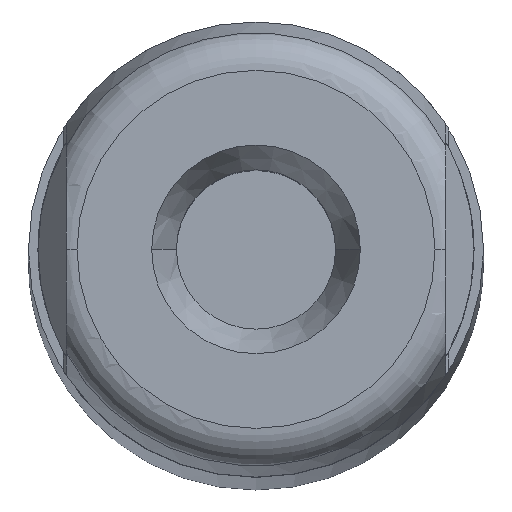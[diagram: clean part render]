
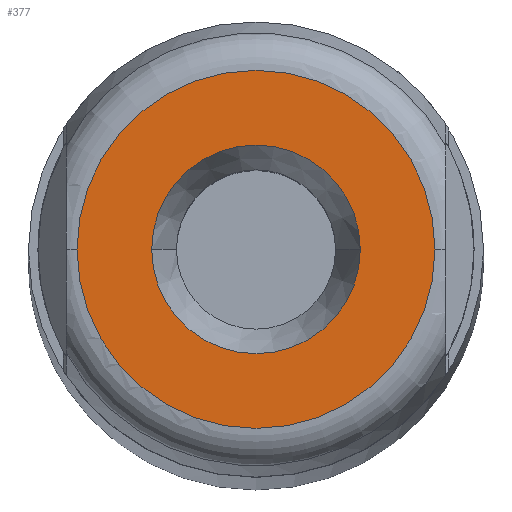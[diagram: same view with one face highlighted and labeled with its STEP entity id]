
A CAD part, top view. The second image highlights one B-rep face of the part: STEP entity #377.
In plain terms, the highlighted planar face has unit normal (0, 0, 1).
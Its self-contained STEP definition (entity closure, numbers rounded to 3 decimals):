
#137 = EDGE_CURVE ( 'NONE', #139, #153, #647, .T. ) ;
#139 = VERTEX_POINT ( 'NONE', #557 ) ;
#153 = VERTEX_POINT ( 'NONE', #917 ) ;
#324 = EDGE_CURVE ( 'NONE', #367, #325, #952, .T. ) ;
#325 = VERTEX_POINT ( 'NONE', #948 ) ;
#353 = ORIENTED_EDGE ( 'NONE', *, *, #324, .F. ) ;
#354 = EDGE_LOOP ( 'NONE', ( #373, #374 ) ) ;
#355 = ORIENTED_EDGE ( 'NONE', *, *, #356, .F. ) ;
#356 = EDGE_CURVE ( 'NONE', #325, #367, #1089, .T. ) ;
#367 = VERTEX_POINT ( 'NONE', #1142 ) ;
#373 = ORIENTED_EDGE ( 'NONE', *, *, #137, .T. ) ;
#374 = ORIENTED_EDGE ( 'NONE', *, *, #375, .T. ) ;
#375 = EDGE_CURVE ( 'NONE', #153, #139, #1152, .T. ) ;
#377 = ADVANCED_FACE ( 'NONE', ( #1151, #1154 ), #1148, .F. ) ;
#378 = EDGE_LOOP ( 'NONE', ( #355, #353 ) ) ;
#557 = CARTESIAN_POINT ( 'NONE',  ( 4.72, 0., 0. ) ) ;
#563 = DIRECTION ( 'NONE',  ( 1., 0., 0. ) ) ;
#564 = DIRECTION ( 'NONE',  ( 0., 0., 1. ) ) ;
#565 = AXIS2_PLACEMENT_3D ( 'NONE', #646, #564, #563 ) ;
#646 = CARTESIAN_POINT ( 'NONE',  ( 0., 0., 0. ) ) ;
#647 = CIRCLE ( 'NONE', #565, 4.72 ) ;
#917 = CARTESIAN_POINT ( 'NONE',  ( -4.72, 0., 0. ) ) ;
#948 = CARTESIAN_POINT ( 'NONE',  ( 2.75, 0., 0. ) ) ;
#949 = DIRECTION ( 'NONE',  ( 1., 0., 0. ) ) ;
#950 = DIRECTION ( 'NONE',  ( 0., 0., 1. ) ) ;
#951 = AXIS2_PLACEMENT_3D ( 'NONE', #957, #950, #949 ) ;
#952 = CIRCLE ( 'NONE', #951, 2.75 ) ;
#957 = CARTESIAN_POINT ( 'NONE',  ( 0., 0., 0. ) ) ;
#983 = DIRECTION ( 'NONE',  ( -1., 0., 0. ) ) ;
#987 = DIRECTION ( 'NONE',  ( 0., 0., -1. ) ) ;
#1085 = DIRECTION ( 'NONE',  ( 1., 0., 0. ) ) ;
#1086 = DIRECTION ( 'NONE',  ( 0., 0., 1. ) ) ;
#1087 = CARTESIAN_POINT ( 'NONE',  ( 0., 0., 0. ) ) ;
#1088 = AXIS2_PLACEMENT_3D ( 'NONE', #1087, #1086, #1085 ) ;
#1089 = CIRCLE ( 'NONE', #1088, 2.75 ) ;
#1142 = CARTESIAN_POINT ( 'NONE',  ( -2.75, 0., 0. ) ) ;
#1146 = CARTESIAN_POINT ( 'NONE',  ( 0., 0., 0. ) ) ;
#1147 = AXIS2_PLACEMENT_3D ( 'NONE', #1146, #987, #983 ) ;
#1148 = PLANE ( 'NONE',  #1147 ) ;
#1151 = FACE_BOUND ( 'NONE', #378, .T. ) ;
#1152 = CIRCLE ( 'NONE', #1158, 4.72 ) ;
#1154 = FACE_OUTER_BOUND ( 'NONE', #354, .T. ) ;
#1155 = DIRECTION ( 'NONE',  ( 1., 0., 0. ) ) ;
#1156 = DIRECTION ( 'NONE',  ( 0., 0., 1. ) ) ;
#1157 = CARTESIAN_POINT ( 'NONE',  ( 0., 0., 0. ) ) ;
#1158 = AXIS2_PLACEMENT_3D ( 'NONE', #1157, #1156, #1155 ) ;
